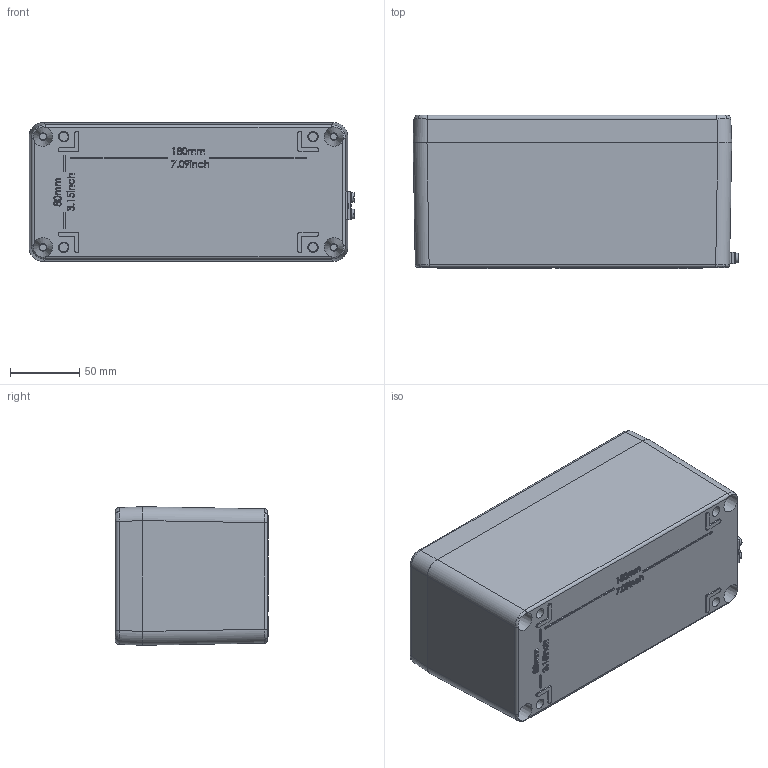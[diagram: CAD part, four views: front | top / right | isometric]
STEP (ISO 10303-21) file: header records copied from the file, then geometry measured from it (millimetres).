
FILE_DESCRIPTION(/* description */ (''),/* implementation_level */ '2;1');
FILE_NAME(/* name */ '15231011000-RST.stp',/* time_stamp */ '2021-09-08T11:02:36+02:00',/* author */ ('sl'),/* organization */ (''),/* preprocessor_version */ 'ST-DEVELOPER v16.5',/* originating_system */ 'Autodesk Inventor 2017',/* authorisation */ '');
FILE_SCHEMA (('AUTOMOTIVE_DESIGN { 1 0 10303 214 3 1 1 }'));
Products named in the file (12): Alu-Ex-Gehäuse-11-BG-0001-15_231011_000; Deckel-Alu-Ex-Gehäuse-11-BG-0003-15_231011_000; 04600; Dichtlippe-Alu-Ex-Gehäuse-11-BT-0001-15_231011_000; UT-Alu-Ex-Gehäuse-11-BG-0002-15_231011_000; UT-Alu-Ex-Gehäuse-11-BT-0002-15_231011_000; Dop-Erdungsschraube; Dop-Erdungsschraube-Teil1-95026; Dop-Erdungsschraube-Teil2-95026; Dop-Erdungsschraube-Teil3-95026; Dop-Erdungsschraube-Teil4-95026; SchraubeM6x25-10
Assembly tree (16 placements, depth 4):
  Alu-Ex-Gehäuse-11-BG-0001-15_231011_000
    Deckel-Alu-Ex-Gehäuse-11-BG-0003-15_231011_000
      04600
      Dichtlippe-Alu-Ex-Gehäuse-11-BT-0001-15_231011_000
    UT-Alu-Ex-Gehäuse-11-BG-0002-15_231011_000
      UT-Alu-Ex-Gehäuse-11-BT-0002-15_231011_000
      Dop-Erdungsschraube
        Dop-Erdungsschraube-Teil1-95026
        Dop-Erdungsschraube-Teil2-95026
        Dop-Erdungsschraube-Teil3-95026  x2
        Dop-Erdungsschraube-Teil4-95026  x2
    SchraubeM6x25-10  x4
Bounding box: 235.2 x 111 x 100 mm (x, y, z)
Volume: 666069.2 mm3; surface area: 259134.2 mm2
Topology: 13 solids, 13 shells, 1234 faces, 3088 edges, 1977 vertices
Faces by surface type: plane 534, bspline 292, cylinder 224, cone 96, torus 88
Full cylindrical faces by diameter (mm): 1.8 x1, 1.9 x1, 3.3 x2, 4 x3, 4.4 x4, 5 x10, 5.3 x4, 5.95 x4, 6 x4, 6.15 x4, 7 x6, 10 x2
Entity records: 51492 total; most frequent: CARTESIAN_POINT 26008, ORIENTED_EDGE 5468, DIRECTION 4540, EDGE_CURVE 2734, VERTEX_POINT 1794, AXIS2_PLACEMENT_3D 1514, LINE 1512, VECTOR 1512
